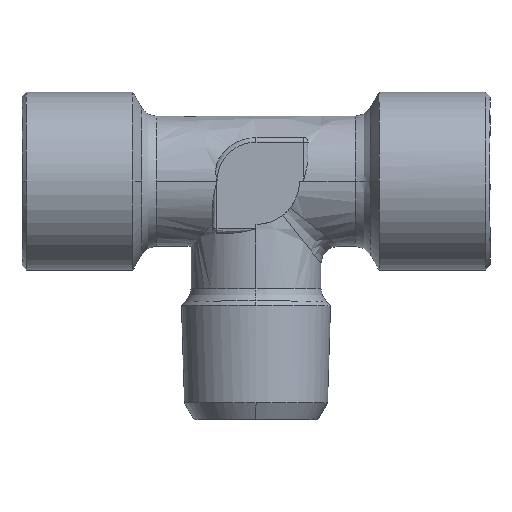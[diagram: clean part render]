
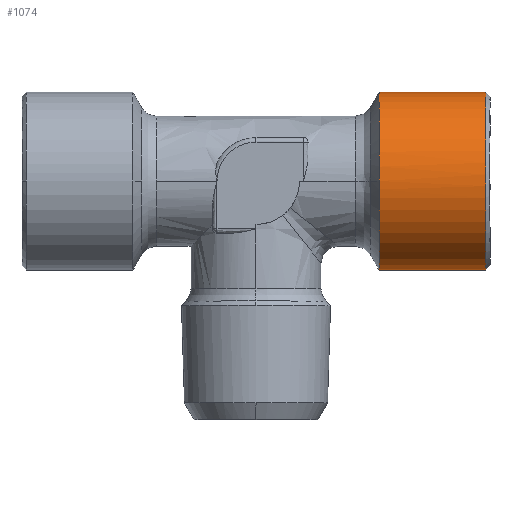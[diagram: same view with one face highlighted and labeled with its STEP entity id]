
A CAD part, top view. The second image highlights one B-rep face of the part: STEP entity #1074.
In plain terms, the highlighted free-form (B-spline) face has degree [1, 3] with [2, 7] control points.
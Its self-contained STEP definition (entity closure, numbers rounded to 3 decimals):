
#236 = B_SPLINE_CURVE_WITH_KNOTS ( 'NONE', 1,
 ( #781, #3768 ),
 .UNSPECIFIED., .F., .F.,
 ( 2, 2 ),
 ( -1., 0. ),
 .UNSPECIFIED. ) ;
#315 = ORIENTED_EDGE ( 'NONE', *, *, #3515, .F. ) ;
#421 = CARTESIAN_POINT ( 'NONE',  ( 26.5, 41.75, 6.004 ) ) ;
#453 = ORIENTED_EDGE ( 'NONE', *, *, #3483, .F. ) ;
#747 = CARTESIAN_POINT ( 'NONE',  ( 14.211, 41.75, 0. ) ) ;
#775 = CARTESIAN_POINT ( 'NONE',  ( 26.5, 37.504, 10.25 ) ) ;
#780 = VERTEX_POINT ( 'NONE', #1326 ) ;
#781 = CARTESIAN_POINT ( 'NONE',  ( 14.211, 41.75, 0. ) ) ;
#921 = ORIENTED_EDGE ( 'NONE', *, *, #3947, .T. ) ;
#942 = CARTESIAN_POINT ( 'NONE',  ( 14.211, 41.75, 6.004 ) ) ;
#1074 = ADVANCED_FACE ( 'NONE', ( #2336 ), #3983, .F. ) ;
#1134 = CARTESIAN_POINT ( 'NONE',  ( 26.5, 31.5, 10.25 ) ) ;
#1326 = CARTESIAN_POINT ( 'NONE',  ( 14.211, 41.75, 0. ) ) ;
#1357 = VERTEX_POINT ( 'NONE', #3678 ) ;
#1482 = CARTESIAN_POINT ( 'NONE',  ( 26.5, 21.25, 6.004 ) ) ;
#1728 = CARTESIAN_POINT ( 'NONE',  ( 26.5, 21.25, 0. ) ) ;
#1944 = CARTESIAN_POINT ( 'NONE',  ( 14.211, 37.504, 10.25 ) ) ;
#1951 = CARTESIAN_POINT ( 'NONE',  ( 14.211, 21.25, 0. ) ) ;
#2076 = EDGE_CURVE ( 'NONE', #2637, #4155, #3823, .T. ) ;
#2151 = CARTESIAN_POINT ( 'NONE',  ( 26.5, 21.25, 6.004 ) ) ;
#2190 = CARTESIAN_POINT ( 'NONE',  ( 26.5, 41.75, 0. ) ) ;
#2317 = CARTESIAN_POINT ( 'NONE',  ( 26.5, 21.25, 0. ) ) ;
#2336 = FACE_OUTER_BOUND ( 'NONE', #2874, .T. ) ;
#2430 = CARTESIAN_POINT ( 'NONE',  ( 14.211, 31.5, 10.25 ) ) ;
#2473 = CARTESIAN_POINT ( 'NONE',  ( 14.211, 21.25, 6.004 ) ) ;
#2507 = CARTESIAN_POINT ( 'NONE',  ( 26.5, 31.5, 10.25 ) ) ;
#2637 = VERTEX_POINT ( 'NONE', #2860 ) ;
#2824 = CARTESIAN_POINT ( 'NONE',  ( 26.5, 41.75, 6.004 ) ) ;
#2860 = CARTESIAN_POINT ( 'NONE',  ( 14.211, 21.25, 0. ) ) ;
#2874 = EDGE_LOOP ( 'NONE', ( #315, #453, #5003, #5082, #921 ) ) ;
#2921 = EDGE_CURVE ( 'NONE', #1357, #2637, #3170, .T. ) ;
#3065 = CARTESIAN_POINT ( 'NONE',  ( 14.211, 37.504, 10.25 ) ) ;
#3170 = B_SPLINE_CURVE_WITH_KNOTS ( 'NONE', 1,
 ( #4037, #1951 ),
 .UNSPECIFIED., .F., .F.,
 ( 2, 2 ),
 ( -1., 0. ),
 .UNSPECIFIED. ) ;
#3199 = CARTESIAN_POINT ( 'NONE',  ( 26.5, 25.496, 10.25 ) ) ;
#3232 = CARTESIAN_POINT ( 'NONE',  ( 26.5, 41.75, 0. ) ) ;
#3356 = CARTESIAN_POINT ( 'NONE',  ( 14.211, 21.25, 0. ) ) ;
#3483 = EDGE_CURVE ( 'NONE', #4155, #780, #4875, .T. ) ;
#3515 = EDGE_CURVE ( 'NONE', #780, #4243, #236, .T. ) ;
#3678 = CARTESIAN_POINT ( 'NONE',  ( 26.5, 21.25, 0. ) ) ;
#3768 = CARTESIAN_POINT ( 'NONE',  ( 26.5, 41.75, 0. ) ) ;
#3823 =( BOUNDED_CURVE ( )  B_SPLINE_CURVE ( 3, ( #3356, #2473, #5427, #4178 ),
 .UNSPECIFIED., .F., .T. ) 
 B_SPLINE_CURVE_WITH_KNOTS ( ( 4, 4 ),
 ( -1.571, 0. ),
 .UNSPECIFIED. ) 
 CURVE ( )  GEOMETRIC_REPRESENTATION_ITEM ( )  RATIONAL_B_SPLINE_CURVE ( ( 1., 0.805, 0.805, 1. ) ) 
 REPRESENTATION_ITEM ( '' )  );
#3889 = CARTESIAN_POINT ( 'NONE',  ( 14.211, 21.25, 6.004 ) ) ;
#3947 = EDGE_CURVE ( 'NONE', #1357, #4243, #5101, .T. ) ;
#3983 =( BOUNDED_SURFACE ( )  B_SPLINE_SURFACE ( 1, 3, ( 
 ( #1728, #2151, #5025, #2507, #5456, #421, #2190 ),
 ( #4751, #3889, #4277, #4692, #3065, #942, #5189 ) ),
 .UNSPECIFIED., .F., .F., .T. ) 
 B_SPLINE_SURFACE_WITH_KNOTS ( ( 2, 2 ),
 ( 4, 3, 4 ),
 ( 0., 1. ),
 ( 0., 0.5, 1. ),
 .UNSPECIFIED. ) 
 GEOMETRIC_REPRESENTATION_ITEM ( )  RATIONAL_B_SPLINE_SURFACE ( (
 ( 1., 0.805, 0.805, 1., 0.805, 0.805, 1.),
 ( 1., 0.805, 0.805, 1., 0.805, 0.805, 1.) ) ) 
 REPRESENTATION_ITEM ( '' )  SURFACE ( )  );
#4037 = CARTESIAN_POINT ( 'NONE',  ( 26.5, 21.25, 0. ) ) ;
#4155 = VERTEX_POINT ( 'NONE', #2430 ) ;
#4178 = CARTESIAN_POINT ( 'NONE',  ( 14.211, 31.5, 10.25 ) ) ;
#4243 = VERTEX_POINT ( 'NONE', #4638 ) ;
#4277 = CARTESIAN_POINT ( 'NONE',  ( 14.211, 25.496, 10.25 ) ) ;
#4638 = CARTESIAN_POINT ( 'NONE',  ( 26.5, 41.75, 0. ) ) ;
#4692 = CARTESIAN_POINT ( 'NONE',  ( 14.211, 31.5, 10.25 ) ) ;
#4751 = CARTESIAN_POINT ( 'NONE',  ( 14.211, 21.25, 0. ) ) ;
#4875 =( BOUNDED_CURVE ( )  B_SPLINE_CURVE ( 3, ( #5321, #1944, #4941, #747 ),
 .UNSPECIFIED., .F., .F. ) 
 B_SPLINE_CURVE_WITH_KNOTS ( ( 4, 4 ),
 ( -1.571, 0. ),
 .UNSPECIFIED. ) 
 CURVE ( )  GEOMETRIC_REPRESENTATION_ITEM ( )  RATIONAL_B_SPLINE_CURVE ( ( 1., 0.805, 0.805, 1. ) ) 
 REPRESENTATION_ITEM ( '' )  );
#4941 = CARTESIAN_POINT ( 'NONE',  ( 14.211, 41.75, 6.004 ) ) ;
#5003 = ORIENTED_EDGE ( 'NONE', *, *, #2076, .F. ) ;
#5025 = CARTESIAN_POINT ( 'NONE',  ( 26.5, 25.496, 10.25 ) ) ;
#5082 = ORIENTED_EDGE ( 'NONE', *, *, #2921, .F. ) ;
#5101 =( BOUNDED_CURVE ( )  B_SPLINE_CURVE ( 3, ( #2317, #1482, #3199, #1134, #775, #2824, #3232 ),
 .UNSPECIFIED., .F., .F. ) 
 B_SPLINE_CURVE_WITH_KNOTS ( ( 4, 3, 4 ),
 ( -3.142, -1.571, 0. ),
 .UNSPECIFIED. ) 
 CURVE ( )  GEOMETRIC_REPRESENTATION_ITEM ( )  RATIONAL_B_SPLINE_CURVE ( ( 1., 0.805, 0.805, 1., 0.805, 0.805, 1. ) ) 
 REPRESENTATION_ITEM ( '' )  );
#5189 = CARTESIAN_POINT ( 'NONE',  ( 14.211, 41.75, 0. ) ) ;
#5321 = CARTESIAN_POINT ( 'NONE',  ( 14.211, 31.5, 10.25 ) ) ;
#5427 = CARTESIAN_POINT ( 'NONE',  ( 14.211, 25.496, 10.25 ) ) ;
#5456 = CARTESIAN_POINT ( 'NONE',  ( 26.5, 37.504, 10.25 ) ) ;
